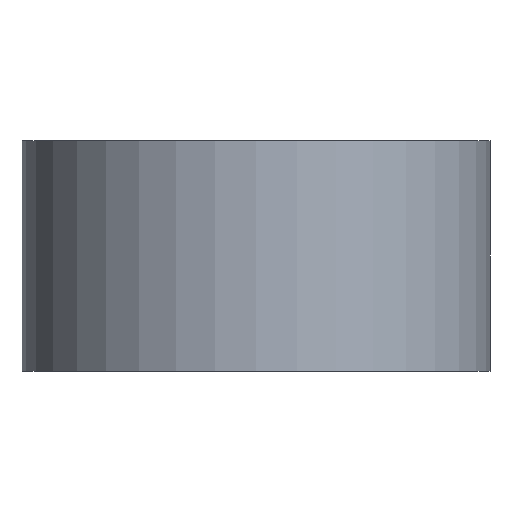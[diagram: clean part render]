
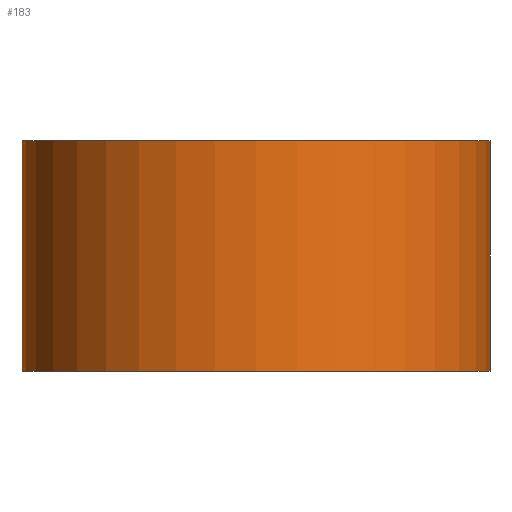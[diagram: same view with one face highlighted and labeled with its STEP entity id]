
A CAD part, front view. The second image highlights one B-rep face of the part: STEP entity #183.
In plain terms, the highlighted cylindrical face has radius 15.205 mm (diameter 30.41 mm), a partial arc.
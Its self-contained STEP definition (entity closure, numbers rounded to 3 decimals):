
#17=CYLINDRICAL_SURFACE('',#213,15.205);
#27=FACE_OUTER_BOUND('',#38,.T.);
#38=EDGE_LOOP('',(#151,#152,#153,#154));
#55=LINE('',#312,#71);
#56=LINE('',#316,#72);
#71=VECTOR('',#257,10.);
#72=VECTOR('',#262,10.);
#76=CIRCLE('',#203,15.205);
#81=CIRCLE('',#214,15.205);
#85=VERTEX_POINT('',#278);
#86=VERTEX_POINT('',#280);
#96=VERTEX_POINT('',#310);
#97=VERTEX_POINT('',#314);
#101=EDGE_CURVE('',#85,#86,#76,.T.);
#117=EDGE_CURVE('',#85,#96,#55,.T.);
#118=EDGE_CURVE('',#97,#96,#81,.T.);
#119=EDGE_CURVE('',#86,#97,#56,.T.);
#151=ORIENTED_EDGE('',*,*,#117,.T.);
#152=ORIENTED_EDGE('',*,*,#118,.F.);
#153=ORIENTED_EDGE('',*,*,#119,.F.);
#154=ORIENTED_EDGE('',*,*,#101,.F.);
#183=ADVANCED_FACE('',(#27),#17,.T.);
#203=AXIS2_PLACEMENT_3D('',#281,#226,#227);
#213=AXIS2_PLACEMENT_3D('',#313,#258,#259);
#214=AXIS2_PLACEMENT_3D('',#315,#260,#261);
#226=DIRECTION('center_axis',(0.,0.,-1.));
#227=DIRECTION('ref_axis',(-1.,0.,0.));
#257=DIRECTION('',(0.,0.,1.));
#258=DIRECTION('center_axis',(0.,0.,1.));
#259=DIRECTION('ref_axis',(-1.,0.,0.));
#260=DIRECTION('center_axis',(0.,0.,1.));
#261=DIRECTION('ref_axis',(-1.,0.,0.));
#262=DIRECTION('',(0.,0.,1.));
#278=CARTESIAN_POINT('',(15.205,-30.,-7.5));
#280=CARTESIAN_POINT('',(-15.205,-30.,-7.5));
#281=CARTESIAN_POINT('Origin',(0.,-30.,-7.5));
#310=CARTESIAN_POINT('',(15.205,-30.,7.5));
#312=CARTESIAN_POINT('',(15.205,-30.,0.));
#313=CARTESIAN_POINT('Origin',(0.,-30.,0.));
#314=CARTESIAN_POINT('',(-15.205,-30.,7.5));
#315=CARTESIAN_POINT('Origin',(0.,-30.,7.5));
#316=CARTESIAN_POINT('',(-15.205,-30.,0.));
